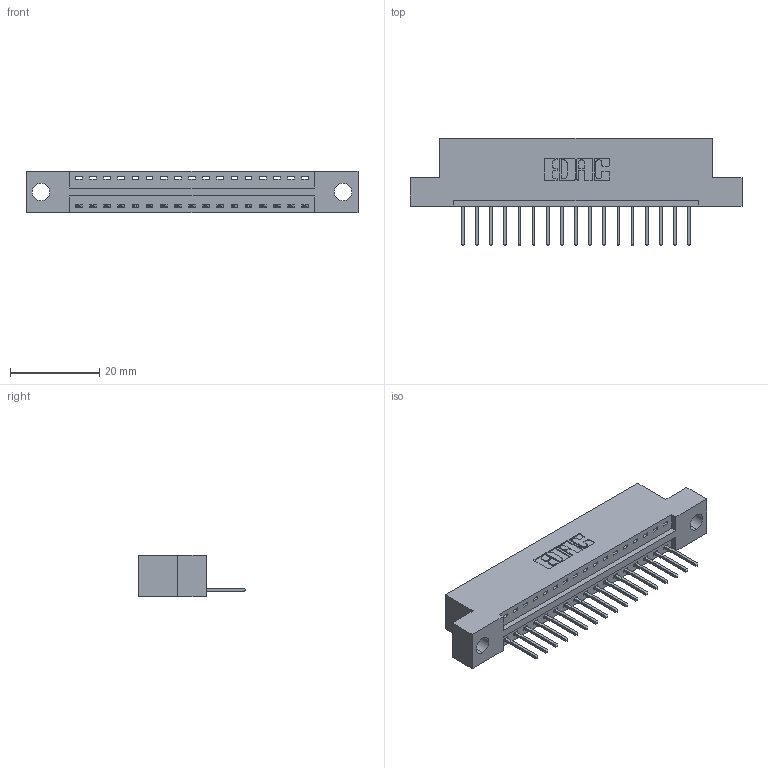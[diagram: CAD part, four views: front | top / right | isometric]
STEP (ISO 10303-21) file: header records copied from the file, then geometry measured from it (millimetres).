
FILE_DESCRIPTION (( 'STEP AP203' ), '1' );
FILE_NAME ('396-017-526-104.STEP', '2018-09-01T00:47:30', ( '' ), ( '' ), 'SwSTEP 2.0', 'SolidWorks 2016', '' );
FILE_SCHEMA (( 'CONFIG_CONTROL_DESIGN' ));
Length unit declared in the file: inch
Products named in the file (3): 346 Part_Flush Mounting Lugs - 0.156 Dia-TH; 345-292-001_345-293-126; 396-017-526-104
Assembly tree (18 placements, depth 2):
  396-017-526-104
    346 Part_Flush Mounting Lugs - 0.156 Dia-TH
    345-292-001_345-293-126  x17
Bounding box: 74.55 x 24.13 x 9.4 mm (x, y, z)
Volume: 6862.3 mm3; surface area: 8095.7 mm2
Topology: 18 solids, 18 shells, 1108 faces, 3321 edges, 2190 vertices
Faces by surface type: plane 756, cylinder 352
Entity records: 13937 total; most frequent: CARTESIAN_POINT 2403, ORIENTED_EDGE 2354, DIRECTION 2151, EDGE_CURVE 1177, LINE 977, VECTOR 977, VERTEX_POINT 782, AXIS2_PLACEMENT_3D 587
